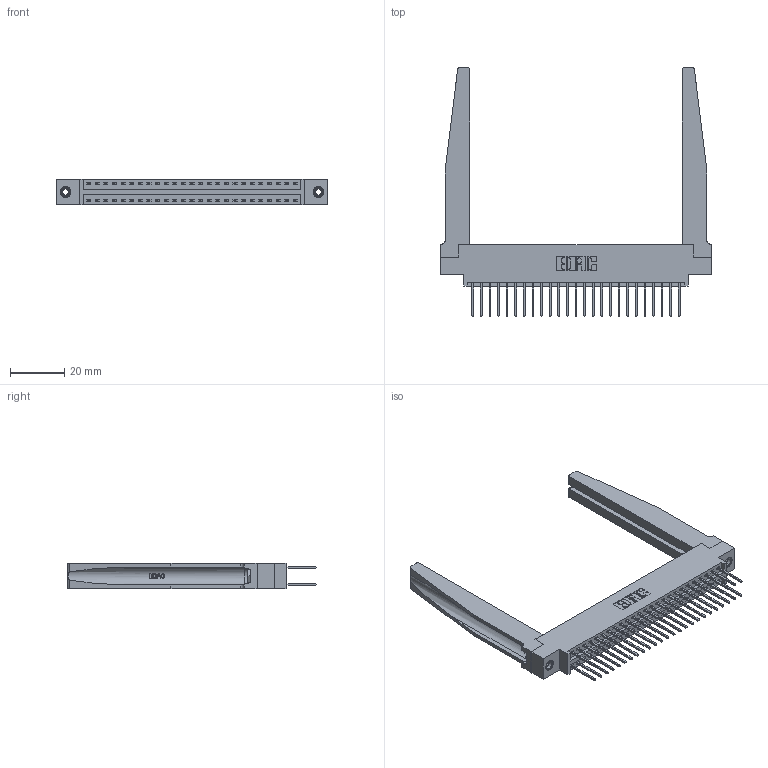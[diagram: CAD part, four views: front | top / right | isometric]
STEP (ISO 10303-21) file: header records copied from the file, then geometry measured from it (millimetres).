
FILE_DESCRIPTION (( 'STEP AP203' ), '1' );
FILE_NAME ('346-050-522-878.STEP', '2022-05-20T23:05:14', ( '' ), ( '' ), 'SwSTEP 2.0', 'SolidWorks 2020', '' );
FILE_SCHEMA (( 'CONFIG_CONTROL_DESIGN' ));
Length unit declared in the file: inch
Products named in the file (5): 346-050-522-878; 346-220-078_345-220-078; 346 Part_0.170 Offset - 0.156 Dia-TH; 345-292-001_345-293-122; 345-250-001_345-250-001-102
Assembly tree (55 placements, depth 2):
  346-050-522-878
    346 Part_0.170 Offset - 0.156 Dia-TH
    345-292-001_345-293-122  x50
    346-220-078_345-220-078  x2
    345-250-001_345-250-001-102  x2
Bounding box: 99.95 x 91.69 x 9.4 mm (x, y, z)
Volume: 16478.5 mm3; surface area: 20232.5 mm2
Topology: 55 solids, 55 shells, 2974 faces, 8735 edges, 5746 vertices
Faces by surface type: plane 1986, cylinder 936, bspline 36, cone 12, torus 4
Entity records: 23918 total; most frequent: CARTESIAN_POINT 4909, ORIENTED_EDGE 3730, DIRECTION 3363, EDGE_CURVE 1865, LINE 1539, VECTOR 1539, VERTEX_POINT 1236, AXIS2_PLACEMENT_3D 912
